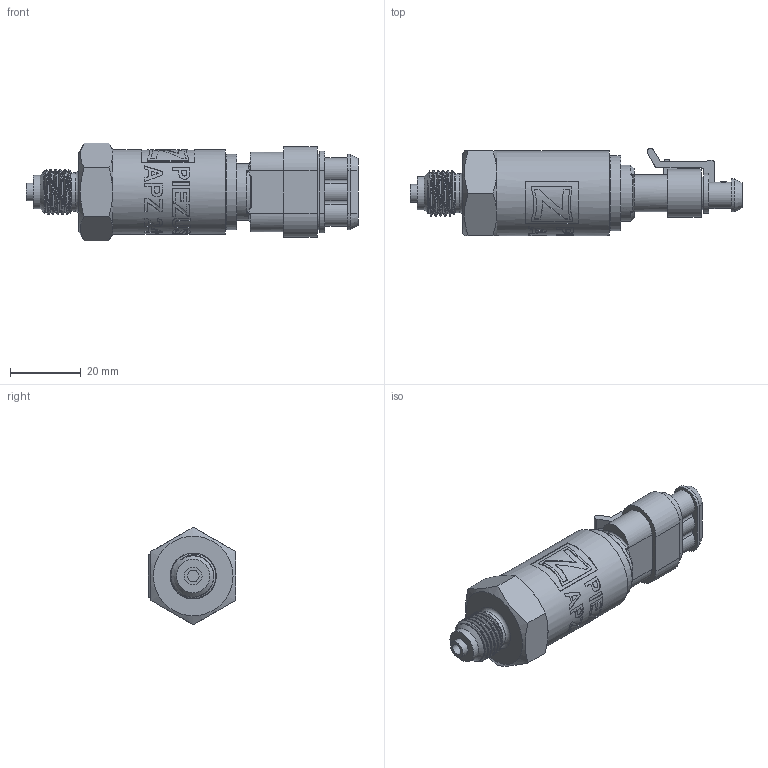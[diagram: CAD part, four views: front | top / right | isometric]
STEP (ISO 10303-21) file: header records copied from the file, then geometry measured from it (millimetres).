
FILE_DESCRIPTION(/* description */ (''),/* implementation_level */ '2;1');
FILE_NAME(/* name */ 'APZ2410_G1''4EN_AMP.step',/* time_stamp */ '2021-07-09T14:59:46+03:00',/* author */ (''),/* organization */ (''),/* preprocessor_version */ 'ST-DEVELOPER v18.1',/* originating_system */ 'Autodesk Translation Framework v10.9.0.1377',/* authorisation */ '');
FILE_SCHEMA (('AUTOMOTIVE_DESIGN { 1 0 10303 214 3 1 1 }'));
Products named in the file (4): (Unsaved); G 1/4 EN; Superseal male v3; Superseal female v3
Assembly tree (3 placements, depth 2):
  (Unsaved)
    G 1/4 EN
    Superseal male v3
    Superseal female v3
Bounding box: 94.18 x 24.7 x 27.71 mm (x, y, z)
Volume: 28680.4 mm3; surface area: 16283.9 mm2
Topology: 12 solids, 12 shells, 1341 faces, 3584 edges, 2336 vertices
Faces by surface type: plane 696, bspline 282, cylinder 257, torus 79, cone 27
Full cylindrical faces by diameter (mm): 1 x3, 3.3 x1, 3.4 x6, 3.9 x3, 4.4 x6, 5 x1, 5.5 x3, 5.9 x3, 9.5 x1, 11 x1, 11.445 x5, 16 x1, 18.25 x2, 19.15 x1, 20.85 x2, 21.35 x1, 24 x1
Entity records: 53662 total; most frequent: CARTESIAN_POINT 21224, ORIENTED_EDGE 7168, DIRECTION 5974, EDGE_CURVE 3584, VERTEX_POINT 2336, LINE 2206, VECTOR 2206, AXIS2_PLACEMENT_3D 1884
